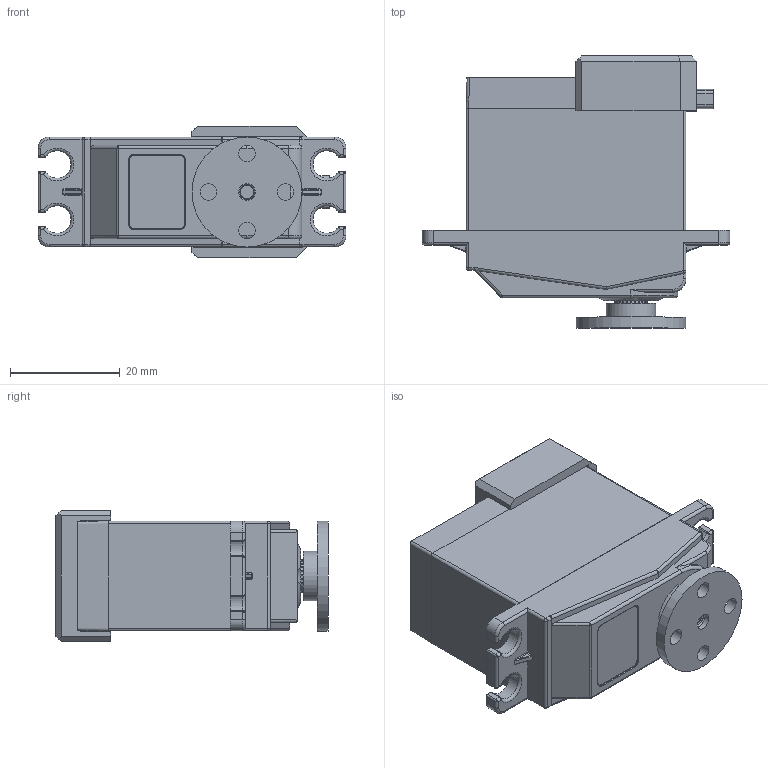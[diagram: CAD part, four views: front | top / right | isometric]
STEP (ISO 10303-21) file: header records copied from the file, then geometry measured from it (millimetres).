
FILE_DESCRIPTION(/* description */ (''),/* implementation_level */ '2;1');
FILE_NAME(/* name */ 'ServoAssembly.step',/* time_stamp */ '2023-01-01T02:13:16-06:00',/* author */ (''),/* organization */ (''),/* preprocessor_version */ 'ST-DEVELOPER v19.2',/* originating_system */ 'Autodesk Translation Framework v11.17.0.187',/* authorisation */ '');
FILE_SCHEMA (('AUTOMOTIVE_DESIGN { 1 0 10303 214 3 1 1 }'));
Products named in the file (9): ServoAssembly; Servo_SPT5435LV; Component1; pan_head_phillip_mc_screw_m2 v3 (1); 25TServoHorn; servo-back-hole; servo-back-hole_1; Fillet003; Torus
Assembly tree (8 placements, depth 4):
  ServoAssembly
    Servo_SPT5435LV
      Component1
      pan_head_phillip_mc_screw_m2 v3 (1)
    25TServoHorn
    servo-back-hole
      servo-back-hole_1
        Fillet003
        Torus
Bounding box: 56 x 49.5 x 24 mm (x, y, z)
Volume: 34248.1 mm3; surface area: 14905.8 mm2
Topology: 11 solids, 11 shells, 1008 faces, 2637 edges, 1656 vertices
Faces by surface type: cylinder 496, plane 355, cone 56, bspline 54, torus 39, sphere 8
Full cylindrical faces by diameter (mm): 1.035 x24, 1.353 x44, 2 x12, 2.5 x2, 2.529 x15, 2.8 x8, 3 x5, 3.086 x9, 4.5 x2, 6 x2, 9 x1, 13 x2, 20 x1
Entity records: 50712 total; most frequent: CARTESIAN_POINT 26946, ORIENTED_EDGE 5242, DIRECTION 4445, EDGE_CURVE 2621, VERTEX_POINT 1656, AXIS2_PLACEMENT_3D 1598, LINE 1249, VECTOR 1249
